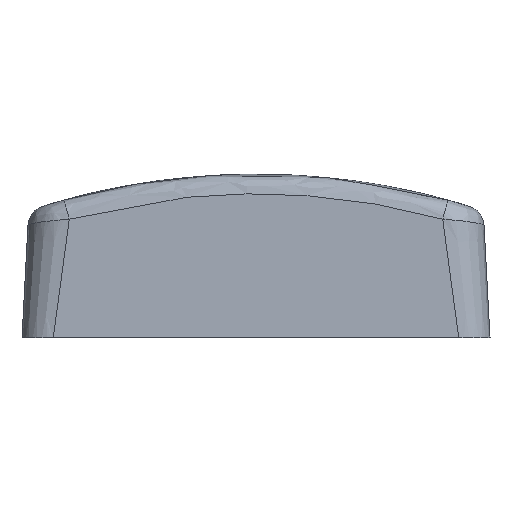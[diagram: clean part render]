
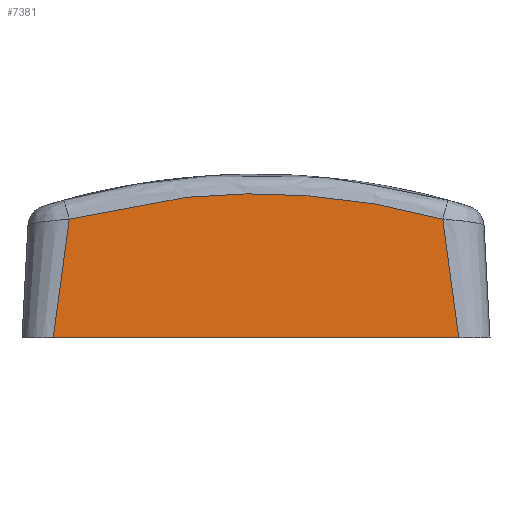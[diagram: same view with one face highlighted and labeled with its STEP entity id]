
A CAD part, front view. The second image highlights one B-rep face of the part: STEP entity #7381.
In plain terms, the highlighted planar face has unit normal (0, -0.999, 0.052).
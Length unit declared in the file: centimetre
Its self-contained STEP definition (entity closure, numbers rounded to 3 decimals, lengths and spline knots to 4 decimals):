
#28=ELLIPSE('',#8072,13.4935,13.475);
#744=FACE_OUTER_BOUND('',#1210,.T.);
#1210=EDGE_LOOP('',(#6176,#6177,#6178,#6179));
#2023=LINE('',#14008,#2527);
#2026=LINE('',#14055,#2530);
#2058=LINE('',#14665,#2562);
#2527=VECTOR('',#9930,1.0033);
#2530=VECTOR('',#9941,1.0033);
#2562=VECTOR('',#10065,1.);
#3128=VERTEX_POINT('',#13995);
#3130=VERTEX_POINT('',#14006);
#3131=VERTEX_POINT('',#14040);
#3133=VERTEX_POINT('',#14051);
#4096=EDGE_CURVE('',#3130,#3128,#2023,.T.);
#4103=EDGE_CURVE('',#3131,#3133,#2026,.T.);
#4105=EDGE_CURVE('',#3128,#3131,#28,.T.);
#4164=EDGE_CURVE('',#3133,#3130,#2058,.T.);
#6176=ORIENTED_EDGE('',*,*,#4096,.F.);
#6177=ORIENTED_EDGE('',*,*,#4164,.F.);
#6178=ORIENTED_EDGE('',*,*,#4103,.F.);
#6179=ORIENTED_EDGE('',*,*,#4105,.F.);
#6508=PLANE('',#8118);
#7381=ADVANCED_FACE('',(#744),#6508,.T.);
#8072=AXIS2_PLACEMENT_3D('',#14088,#9945,#9946);
#8118=AXIS2_PLACEMENT_3D('',#14668,#10069,#10070);
#9930=DIRECTION('',(0.133,0.052,0.99));
#9941=DIRECTION('',(0.133,-0.052,-0.99));
#9945=DIRECTION('center_axis',(0.,0.999,-0.052));
#9946=DIRECTION('ref_axis',(0.,0.052,0.999));
#10065=DIRECTION('',(-1.,0.,0.));
#10069=DIRECTION('center_axis',(0.,-0.999,0.052));
#10070=DIRECTION('ref_axis',(1.,0.,0.));
#13995=CARTESIAN_POINT('',(-3.5911,-11.2803,0.0836));
#14006=CARTESIAN_POINT('',(-3.8983,-11.4,-2.2));
#14008=CARTESIAN_POINT('',(-3.5294,-11.2563,0.5421));
#14040=CARTESIAN_POINT('',(3.5911,-11.2803,0.0836));
#14051=CARTESIAN_POINT('',(3.8983,-11.4,-2.2));
#14055=CARTESIAN_POINT('',(3.5776,-11.2751,0.184));
#14088=CARTESIAN_POINT('Origin',(0.,-11.961,-12.9041));
#14665=CARTESIAN_POINT('',(4.5,-11.4,-2.2));
#14668=CARTESIAN_POINT('Origin',(-4.5,-11.2849,-0.003));
